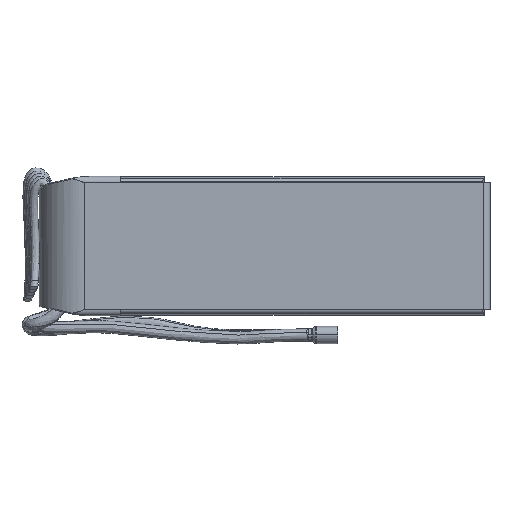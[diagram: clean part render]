
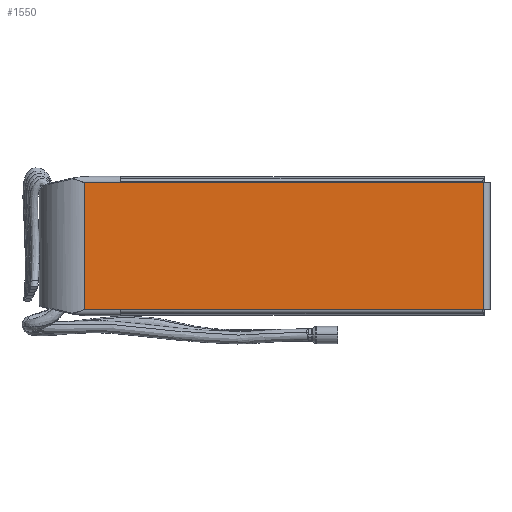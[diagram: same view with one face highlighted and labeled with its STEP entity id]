
A CAD part, front view. The second image highlights one B-rep face of the part: STEP entity #1550.
In plain terms, the highlighted planar face has unit normal (0, -1, 0).
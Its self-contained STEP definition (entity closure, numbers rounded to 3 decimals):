
#516 = VECTOR ( 'NONE', #3487, 1000. ) ;
#1550 = ADVANCED_FACE ( 'NONE', ( #1840 ), #1592, .F. ) ;
#1592 = PLANE ( 'NONE',  #7083 ) ;
#1840 = FACE_OUTER_BOUND ( 'NONE', #14920, .T. ) ;
#1966 = EDGE_CURVE ( 'NONE', #20646, #11414, #8336, .T. ) ;
#2017 = VECTOR ( 'NONE', #17787, 1000. ) ;
#2192 = CARTESIAN_POINT ( 'NONE',  ( -35.103, 0., -15.5 ) ) ;
#3487 = DIRECTION ( 'NONE',  ( 0., 0., 1. ) ) ;
#3507 = EDGE_CURVE ( 'NONE', #6588, #14043, #4762, .T. ) ;
#4180 = VERTEX_POINT ( 'NONE', #9754 ) ;
#4561 = CARTESIAN_POINT ( 'NONE',  ( 53.5, 0., -15.5 ) ) ;
#4602 = CARTESIAN_POINT ( 'NONE',  ( -35.103, 0., -15.5 ) ) ;
#4762 = LINE ( 'NONE', #19893, #2017 ) ;
#4852 = EDGE_CURVE ( 'NONE', #4180, #6813, #7945, .T. ) ;
#5438 = DIRECTION ( 'NONE',  ( 0., 0., 1. ) ) ;
#6588 = VERTEX_POINT ( 'NONE', #13042 ) ;
#6813 = VERTEX_POINT ( 'NONE', #18184 ) ;
#6967 = VECTOR ( 'NONE', #12056, 1000. ) ;
#7083 = AXIS2_PLACEMENT_3D ( 'NONE', #11026, #22426, #5438 ) ;
#7537 = VECTOR ( 'NONE', #18078, 1000. ) ;
#7945 = LINE ( 'NONE', #17254, #14804 ) ;
#8096 = ORIENTED_EDGE ( 'NONE', *, *, #3507, .T. ) ;
#8336 = LINE ( 'NONE', #4602, #6967 ) ;
#8559 = ORIENTED_EDGE ( 'NONE', *, *, #18243, .T. ) ;
#9022 = CARTESIAN_POINT ( 'NONE',  ( 0., 0., -15.5 ) ) ;
#9049 = ORIENTED_EDGE ( 'NONE', *, *, #1966, .T. ) ;
#9754 = CARTESIAN_POINT ( 'NONE',  ( -44., 0., 15.5 ) ) ;
#11026 = CARTESIAN_POINT ( 'NONE',  ( 0., 0., 0. ) ) ;
#11184 = CARTESIAN_POINT ( 'NONE',  ( 53.5, 0., 0. ) ) ;
#11216 = DIRECTION ( 'NONE',  ( -1., 0., 0. ) ) ;
#11414 = VERTEX_POINT ( 'NONE', #4561 ) ;
#11421 = LINE ( 'NONE', #11184, #516 ) ;
#12056 = DIRECTION ( 'NONE',  ( 1., 0., 0. ) ) ;
#13042 = CARTESIAN_POINT ( 'NONE',  ( 53.5, 0., 15.5 ) ) ;
#13643 = CARTESIAN_POINT ( 'NONE',  ( -35.103, 0., 15.5 ) ) ;
#14043 = VERTEX_POINT ( 'NONE', #13643 ) ;
#14804 = VECTOR ( 'NONE', #21323, 1000. ) ;
#14847 = ORIENTED_EDGE ( 'NONE', *, *, #4852, .T. ) ;
#14920 = EDGE_LOOP ( 'NONE', ( #19993, #8096, #16426, #14847, #8559, #9049 ) ) ;
#16426 = ORIENTED_EDGE ( 'NONE', *, *, #22385, .T. ) ;
#16848 = EDGE_CURVE ( 'NONE', #11414, #6588, #11421, .T. ) ;
#17254 = CARTESIAN_POINT ( 'NONE',  ( -44., 0., 0. ) ) ;
#17787 = DIRECTION ( 'NONE',  ( -1., 0., 0. ) ) ;
#18078 = DIRECTION ( 'NONE',  ( 1., 0., 0. ) ) ;
#18184 = CARTESIAN_POINT ( 'NONE',  ( -44., 0., -15.5 ) ) ;
#18243 = EDGE_CURVE ( 'NONE', #6813, #20646, #19798, .T. ) ;
#19798 = LINE ( 'NONE', #9022, #7537 ) ;
#19893 = CARTESIAN_POINT ( 'NONE',  ( 0., 0., 15.5 ) ) ;
#19993 = ORIENTED_EDGE ( 'NONE', *, *, #16848, .T. ) ;
#20504 = LINE ( 'NONE', #22488, #23537 ) ;
#20646 = VERTEX_POINT ( 'NONE', #2192 ) ;
#21323 = DIRECTION ( 'NONE',  ( 0., 0., -1. ) ) ;
#22385 = EDGE_CURVE ( 'NONE', #14043, #4180, #20504, .T. ) ;
#22426 = DIRECTION ( 'NONE',  ( 0., 1., 0. ) ) ;
#22488 = CARTESIAN_POINT ( 'NONE',  ( 0., 0., 15.5 ) ) ;
#23537 = VECTOR ( 'NONE', #11216, 1000. ) ;
